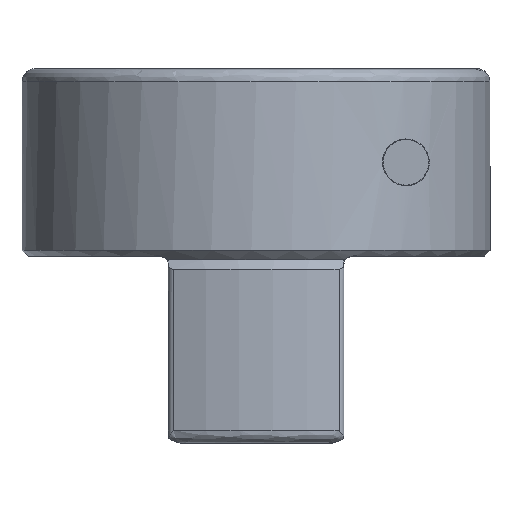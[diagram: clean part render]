
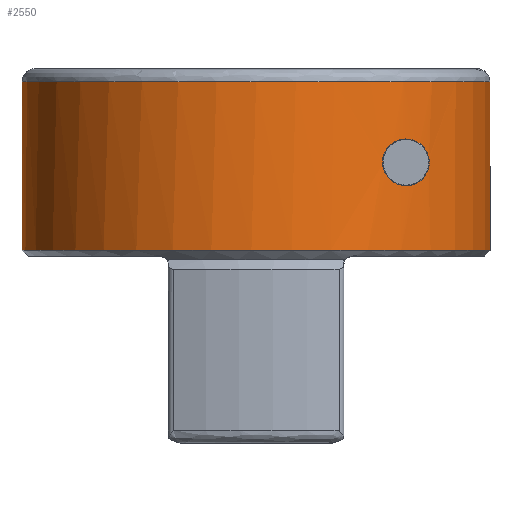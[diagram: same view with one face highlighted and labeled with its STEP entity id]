
A CAD part, front view. The second image highlights one B-rep face of the part: STEP entity #2550.
In plain terms, the highlighted cylindrical face has radius 12.5 mm (diameter 25 mm), a partial arc.
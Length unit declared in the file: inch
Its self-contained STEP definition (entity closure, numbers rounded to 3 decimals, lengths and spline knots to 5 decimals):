
#54 = VERTEX_POINT ( 'NONE', #3990 ) ;
#59 = CARTESIAN_POINT ( 'NONE',  ( 0.29267, -0.3957, 0.15258 ) ) ;
#105 = CARTESIAN_POINT ( 'NONE',  ( 0.31496, -0.37814, 0.24606 ) ) ;
#147 = EDGE_CURVE ( 'NONE', #2358, #1788, #2207, .T. ) ;
#235 = CARTESIAN_POINT ( 'NONE',  ( 0.32091, -0.37318, 0.14764 ) ) ;
#255 = CARTESIAN_POINT ( 'NONE',  ( 0.33762, -0.35812, 0.15278 ) ) ;
#327 = CARTESIAN_POINT ( 'NONE',  ( 0.3376, -0.35815, 0.24094 ) ) ;
#418 = CARTESIAN_POINT ( 'NONE',  ( 0.2775, -0.40647, 0.22941 ) ) ;
#445 = AXIS2_PLACEMENT_3D ( 'NONE', #4216, #596, #2895 ) ;
#449 = CARTESIAN_POINT ( 'NONE',  ( -0.49213, -0.00656, 0.34864 ) ) ;
#455 = EDGE_CURVE ( 'NONE', #3963, #3864, #2771, .T. ) ;
#463 = CARTESIAN_POINT ( 'NONE',  ( 0.26778, -0.4129, 0.1824 ) ) ;
#513 = LINE ( 'NONE', #1852, #2998 ) ;
#532 = EDGE_CURVE ( 'NONE', #54, #2358, #1236, .T. ) ;
#569 = CARTESIAN_POINT ( 'NONE',  ( 0.36372, -0.33151, 0.18921 ) ) ;
#596 = DIRECTION ( 'NONE',  ( 0., 0., -1. ) ) ;
#610 = CARTESIAN_POINT ( 'NONE',  ( 0.36074, -0.33475, 0.17846 ) ) ;
#616 = CARTESIAN_POINT ( 'NONE',  ( -0.49173, -0.01969, 0.34815 ) ) ;
#630 = CARTESIAN_POINT ( 'NONE',  ( 0.32662, -0.36819, 0.24502 ) ) ;
#652 = CARTESIAN_POINT ( 'NONE',  ( 0.35588, -0.33992, 0.16931 ) ) ;
#702 = CARTESIAN_POINT ( 'NONE',  ( 0.26618, -0.41393, 0.18941 ) ) ;
#784 = VERTEX_POINT ( 'NONE', #105 ) ;
#802 = CARTESIAN_POINT ( 'NONE',  ( -0.49213, 0., 0.34864 ) ) ;
#853 = EDGE_CURVE ( 'NONE', #3864, #3646, #2783, .T. ) ;
#896 = CARTESIAN_POINT ( 'NONE',  ( 0.3607, -0.33479, 0.21534 ) ) ;
#905 = CYLINDRICAL_SURFACE ( 'NONE', #445, 0.49213 ) ;
#986 = CARTESIAN_POINT ( 'NONE',  ( 0.3637, -0.33153, 0.20464 ) ) ;
#1102 = CARTESIAN_POINT ( 'NONE',  ( 0.27339, -0.40921, 0.1696 ) ) ;
#1136 = EDGE_LOOP ( 'NONE', ( #2130, #4206, #3390, #3491, #2811, #1740 ) ) ;
#1153 = CARTESIAN_POINT ( 'NONE',  ( -0.49199, -0.01312, 0.34848 ) ) ;
#1236 = LINE ( 'NONE', #4280, #2272 ) ;
#1243 = EDGE_LOOP ( 'NONE', ( #1356, #3623 ) ) ;
#1248 = CARTESIAN_POINT ( 'NONE',  ( 0.32091, -0.37318, 0.24606 ) ) ;
#1306 = CIRCLE ( 'NONE', #3005, 0.49213 ) ;
#1356 = ORIENTED_EDGE ( 'NONE', *, *, #3709, .T. ) ;
#1360 = VECTOR ( 'NONE', #3093, 39.37008 ) ;
#1384 = CARTESIAN_POINT ( 'NONE',  ( 0.31496, -0.37814, 0.14764 ) ) ;
#1426 = CARTESIAN_POINT ( 'NONE',  ( 0.27761, -0.40639, 0.16416 ) ) ;
#1542 = CARTESIAN_POINT ( 'NONE',  ( -0.49213, 0., 0.01181 ) ) ;
#1577 = CARTESIAN_POINT ( 'NONE',  ( 0.31496, -0.37814, 0.14764 ) ) ;
#1584 = CARTESIAN_POINT ( 'NONE',  ( 0.31496, -0.37814, 0.14764 ) ) ;
#1612 = VERTEX_POINT ( 'NONE', #1584 ) ;
#1615 = CARTESIAN_POINT ( 'NONE',  ( 0.31496, -0.37814, 0.24606 ) ) ;
#1646 = DIRECTION ( 'NONE',  ( -1., 0., 0. ) ) ;
#1684 = EDGE_CURVE ( 'NONE', #3963, #1788, #513, .T. ) ;
#1740 = ORIENTED_EDGE ( 'NONE', *, *, #1684, .F. ) ;
#1756 = CARTESIAN_POINT ( 'NONE',  ( 0.29254, -0.3958, 0.24106 ) ) ;
#1788 = VERTEX_POINT ( 'NONE', #2979 ) ;
#1852 = CARTESIAN_POINT ( 'NONE',  ( -0.49173, -0.01969, 0. ) ) ;
#1860 = CARTESIAN_POINT ( 'NONE',  ( 0., 0., 0.01181 ) ) ;
#1909 = CARTESIAN_POINT ( 'NONE',  ( 0.32674, -0.36808, 0.14872 ) ) ;
#1951 = CARTESIAN_POINT ( 'NONE',  ( 0.3519, -0.34404, 0.16417 ) ) ;
#1973 = CARTESIAN_POINT ( 'NONE',  ( 0.36195, -0.33343, 0.21193 ) ) ;
#2069 = CARTESIAN_POINT ( 'NONE',  ( 0.30376, -0.38725, 0.14857 ) ) ;
#2090 = CARTESIAN_POINT ( 'NONE',  ( 0.26574, -0.41421, 0.2003 ) ) ;
#2130 = ORIENTED_EDGE ( 'NONE', *, *, #455, .T. ) ;
#2136 = CARTESIAN_POINT ( 'NONE',  ( 0.27329, -0.40928, 0.22396 ) ) ;
#2180 = EDGE_CURVE ( 'NONE', #3646, #54, #1306, .T. ) ;
#2207 = CIRCLE ( 'NONE', #3407, 0.49213 ) ;
#2241 = CARTESIAN_POINT ( 'NONE',  ( -0.49213, 0., 0.34864 ) ) ;
#2262 = CARTESIAN_POINT ( 'NONE',  ( 0.34974, -0.34624, 0.16189 ) ) ;
#2272 = VECTOR ( 'NONE', #2583, 39.37008 ) ;
#2326 = CARTESIAN_POINT ( 'NONE',  ( 0.36417, -0.33102, 0.20079 ) ) ;
#2336 = DIRECTION ( 'NONE',  ( 0., 0., -1. ) ) ;
#2358 = VERTEX_POINT ( 'NONE', #3708 ) ;
#2420 = CARTESIAN_POINT ( 'NONE',  ( 0.26613, -0.41396, 0.20397 ) ) ;
#2441 = CARTESIAN_POINT ( 'NONE',  ( 0.26894, -0.41215, 0.17907 ) ) ;
#2550 = ADVANCED_FACE ( 'NONE', ( #3621, #3209 ), #905, .T. ) ;
#2583 = DIRECTION ( 'NONE',  ( 0., 0., 1. ) ) ;
#2618 = CARTESIAN_POINT ( 'NONE',  ( 0.3577, -0.338, 0.1722 ) ) ;
#2666 = CARTESIAN_POINT ( 'NONE',  ( 0.34271, -0.35324, 0.23795 ) ) ;
#2719 = B_SPLINE_CURVE_WITH_KNOTS ( 'NONE', 3,
 ( #1615, #1248, #630, #327, #2666, #3262, #4002, #896, #1973, #986, #2326, #3676, #569, #3285, #610, #2618, #652, #1951, #2262, #4250, #255, #1909, #235, #1577 ),
 .UNSPECIFIED., .F., .F.,
 ( 4, 2, 2, 2, 2, 2, 2, 2, 2, 2, 2, 4 ),
 ( 0., 0.00058, 0.00117, 0.00175, 0.00204, 0.00233, 0.00263, 0.00292, 0.00321, 0.0035, 0.00408, 0.00467 ),
 .UNSPECIFIED. ) ;
#2734 = CARTESIAN_POINT ( 'NONE',  ( 0.26576, -0.4142, 0.19307 ) ) ;
#2765 = CARTESIAN_POINT ( 'NONE',  ( -0.49173, -0.01969, 0.34815 ) ) ;
#2771 = B_SPLINE_CURVE_WITH_KNOTS ( 'NONE', 3,
 ( #616, #1153, #449, #802 ),
 .UNSPECIFIED., .F., .F.,
 ( 4, 4 ),
 ( 0., 1. ),
 .UNSPECIFIED. ) ;
#2783 = LINE ( 'NONE', #4120, #1360 ) ;
#2811 = ORIENTED_EDGE ( 'NONE', *, *, #147, .T. ) ;
#2895 = DIRECTION ( 'NONE',  ( -1., 0., 0. ) ) ;
#2979 = CARTESIAN_POINT ( 'NONE',  ( -0.49173, -0.01969, 0.36614 ) ) ;
#2998 = VECTOR ( 'NONE', #4215, 39.37008 ) ;
#3005 = AXIS2_PLACEMENT_3D ( 'NONE', #1860, #4203, #3128 ) ;
#3054 = CARTESIAN_POINT ( 'NONE',  ( 0., 0., 0.36614 ) ) ;
#3071 = CARTESIAN_POINT ( 'NONE',  ( 0.26884, -0.41221, 0.21438 ) ) ;
#3093 = DIRECTION ( 'NONE',  ( 0., 0., -1. ) ) ;
#3114 = CARTESIAN_POINT ( 'NONE',  ( 0.30364, -0.38735, 0.24511 ) ) ;
#3128 = DIRECTION ( 'NONE',  ( -1., 0., 0. ) ) ;
#3209 = FACE_OUTER_BOUND ( 'NONE', #1136, .T. ) ;
#3262 = CARTESIAN_POINT ( 'NONE',  ( 0.35192, -0.34407, 0.22991 ) ) ;
#3285 = CARTESIAN_POINT ( 'NONE',  ( 0.362, -0.33338, 0.18192 ) ) ;
#3390 = ORIENTED_EDGE ( 'NONE', *, *, #2180, .T. ) ;
#3396 = CARTESIAN_POINT ( 'NONE',  ( 0.31496, -0.37814, 0.24606 ) ) ;
#3407 = AXIS2_PLACEMENT_3D ( 'NONE', #3054, #2336, #1646 ) ;
#3419 = CARTESIAN_POINT ( 'NONE',  ( 0.30936, -0.3828, 0.24606 ) ) ;
#3466 = CARTESIAN_POINT ( 'NONE',  ( 0.28711, -0.39974, 0.23793 ) ) ;
#3491 = ORIENTED_EDGE ( 'NONE', *, *, #532, .T. ) ;
#3621 = FACE_BOUND ( 'NONE', #1243, .T. ) ;
#3623 = ORIENTED_EDGE ( 'NONE', *, *, #4308, .T. ) ;
#3646 = VERTEX_POINT ( 'NONE', #1542 ) ;
#3676 = CARTESIAN_POINT ( 'NONE',  ( 0.36418, -0.331, 0.19311 ) ) ;
#3708 = CARTESIAN_POINT ( 'NONE',  ( 0.49173, -0.01969, 0.36614 ) ) ;
#3709 = EDGE_CURVE ( 'NONE', #784, #1612, #2719, .T. ) ;
#3721 = CARTESIAN_POINT ( 'NONE',  ( 0.30936, -0.38281, 0.14764 ) ) ;
#3767 = CARTESIAN_POINT ( 'NONE',  ( 0.2873, -0.39961, 0.15564 ) ) ;
#3791 = CARTESIAN_POINT ( 'NONE',  ( 0.26769, -0.41296, 0.21099 ) ) ;
#3864 = VERTEX_POINT ( 'NONE', #2241 ) ;
#3963 = VERTEX_POINT ( 'NONE', #2765 ) ;
#3990 = CARTESIAN_POINT ( 'NONE',  ( 0.49173, -0.01969, 0.01181 ) ) ;
#4002 = CARTESIAN_POINT ( 'NONE',  ( 0.35607, -0.33974, 0.22481 ) ) ;
#4114 = B_SPLINE_CURVE_WITH_KNOTS ( 'NONE', 3,
 ( #1384, #3721, #2069, #59, #3767, #1426, #1102, #2441, #463, #702, #2734, #2090, #2420, #3791, #3071, #2136, #418, #3466, #1756, #3114, #3419, #3396 ),
 .UNSPECIFIED., .F., .F.,
 ( 4, 2, 2, 2, 2, 2, 2, 2, 2, 2, 4 ),
 ( 0.00467, 0.00522, 0.00577, 0.00632, 0.00659, 0.00687, 0.00714, 0.00742, 0.00796, 0.00851, 0.00906 ),
 .UNSPECIFIED. ) ;
#4120 = CARTESIAN_POINT ( 'NONE',  ( -0.49213, 0., 0.3937 ) ) ;
#4203 = DIRECTION ( 'NONE',  ( 0., 0., 1. ) ) ;
#4206 = ORIENTED_EDGE ( 'NONE', *, *, #853, .T. ) ;
#4215 = DIRECTION ( 'NONE',  ( 0., 0., 1. ) ) ;
#4216 = CARTESIAN_POINT ( 'NONE',  ( 0., 0., 0.3937 ) ) ;
#4250 = CARTESIAN_POINT ( 'NONE',  ( 0.3428, -0.35316, 0.1558 ) ) ;
#4280 = CARTESIAN_POINT ( 'NONE',  ( 0.49173, -0.01969, 0.3937 ) ) ;
#4308 = EDGE_CURVE ( 'NONE', #1612, #784, #4114, .T. ) ;
